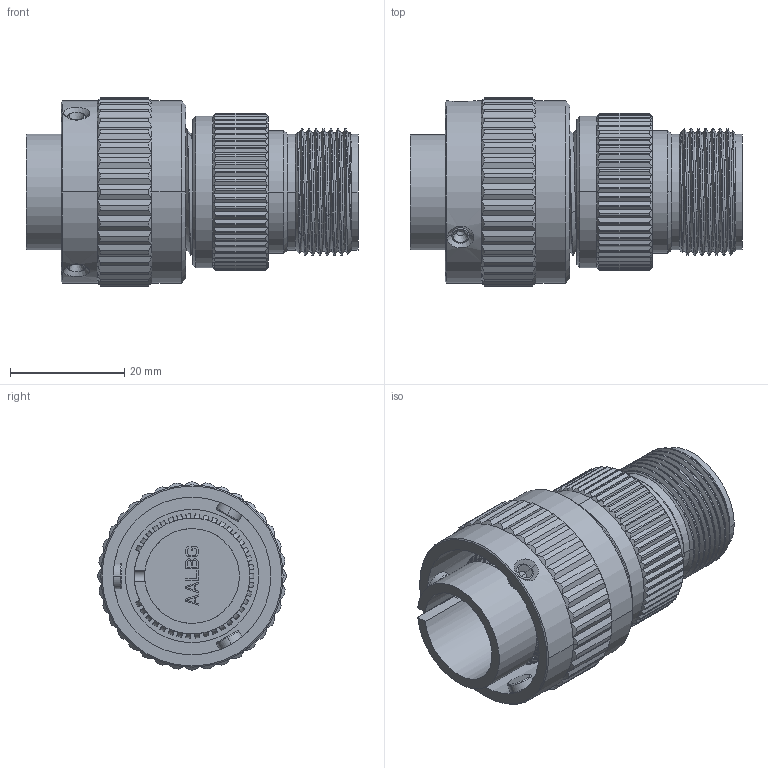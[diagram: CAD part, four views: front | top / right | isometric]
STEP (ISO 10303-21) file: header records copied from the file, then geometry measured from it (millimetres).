
FILE_DESCRIPTION((''),'2;1');
FILE_NAME('ASM0001_SW0001','2023-03-29T08:02:01',('paultorloting'),('NET AG system integration'),'CREO PARAMETRIC BY PTC INC, 2021404','CREO PARAMETRIC BY PTC INC, 2021404','');
FILE_SCHEMA(('AUTOMOTIVE_DESIGN { 1 0 10303 214 1 1 1 1 }'));
Products named in the file (1): ASM0001_SW0001
Bounding box: 58.1 x 32.91 x 32.91 mm (x, y, z)
Volume: 24155.6 mm3; surface area: 13080.8 mm2
Topology: 1 solids, 1 shells, 1504 faces, 4245 edges, 2695 vertices
Faces by surface type: bspline 543, plane 542, cylinder 352, cone 61, torus 6
Entity records: 80938 total; most frequent: CARTESIAN_POINT 42400, ORIENTED_EDGE 8478, DIRECTION 4546, EDGE_CURVE 4239, VERTEX_POINT 2695, B_SPLINE_CURVE_WITH_KNOTS 2048, VECTOR 1781, LINE 1781
